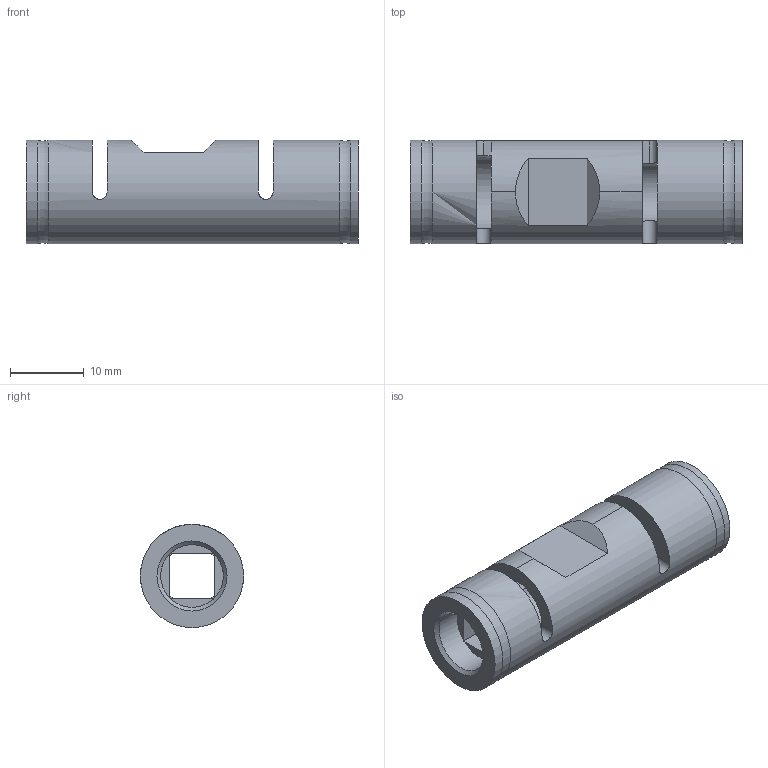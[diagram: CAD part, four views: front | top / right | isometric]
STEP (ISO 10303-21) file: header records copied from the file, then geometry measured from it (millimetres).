
FILE_DESCRIPTION( ( 'Unknown' ), '1' );
FILE_NAME( '704.04.1480.stp', 'Unknown', ( 'Unknown' ), ( 'Unknown' ), 'PSStep 15.0.49', 'Unknown', ' ' );
FILE_SCHEMA( ( 'AUTOMOTIVE_DESIGN { 1 0 10303 214 1 1 1 1 }' ) );
Length unit declared in the file: millimetre
Products named in the file (1): 1
Bounding box: 45 x 14 x 14 mm (x, y, z)
Volume: 4180.7 mm3; surface area: 3491.7 mm2
Topology: 1 solids, 1 shells, 40 faces, 103 edges, 64 vertices
Faces by surface type: plane 24, cylinder 12, cone 2, torus 2
Full cylindrical faces by diameter (mm): 8 x1, 8.5 x1, 14 x3
Entity records: 1446 total; most frequent: CARTESIAN_POINT 277, DIRECTION 180, ORIENTED_EDGE 160, EDGE_CURVE 80, AXIS2_PLACEMENT_3D 69, VERTEX_POINT 54, EDGE_LOOP 52, FACE_OUTER_BOUND 45
